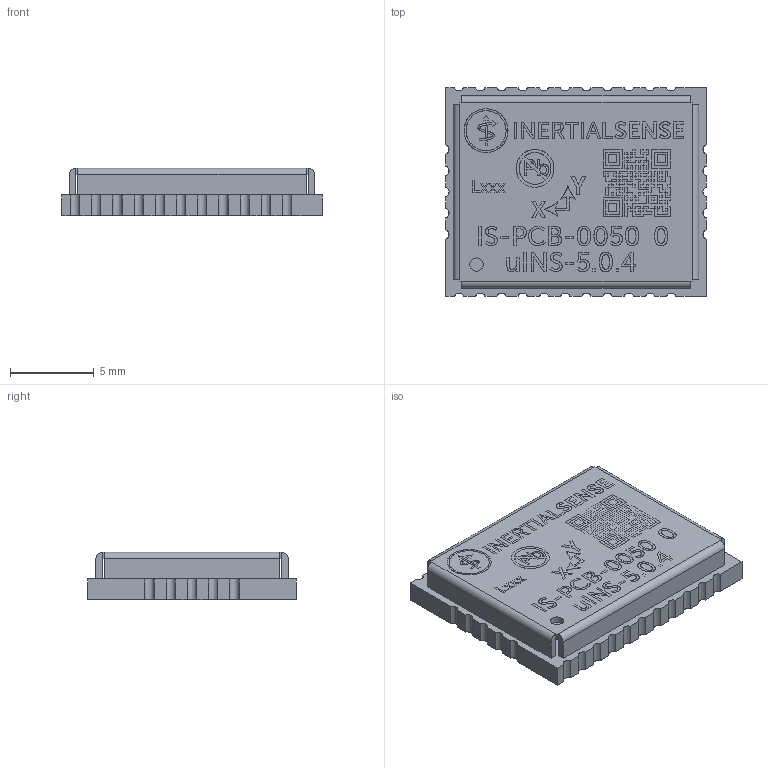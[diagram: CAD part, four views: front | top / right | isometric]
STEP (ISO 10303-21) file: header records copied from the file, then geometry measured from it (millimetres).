
FILE_DESCRIPTION(('Open CASCADE Model'),'2;1');
FILE_NAME('Open CASCADE Shape Model','2022-07-29T14:06:40',('Author'),( 'Open CASCADE'),'Open CASCADE STEP processor 6.8','Open CASCADE 6.8' ,'Unknown');
FILE_SCHEMA(('AUTOMOTIVE_DESIGN { 1 0 10303 214 1 1 1 1 }'));
Length unit declared in the file: millimetre
Products named in the file (37): PCB; Board; Open CASCADE STEP translator 6.8 14.1.1; H1; 7608360272; 7889814128; Extruded; 6836703904; 7889813808; 7608497152; 7608362192; 7890732112; 7392653888; 7392346688; 7392343648; 7392348208; 7392342448; 8695370208; 6994159344; 6994159424; SHLD1; Can_v4_with_label; Component1; Open CASCADE STEP translator 6.8 14.3.1.2
Assembly tree (67 placements, depth 4):
  PCB
    Board
      Open CASCADE STEP translator 6.8 14.1.1
    H1
      7608360272
      7889814128
        Extruded
      6836703904
        Extruded
      7889813808
        Extruded
      7608497152
        Extruded
      7608362192
        Extruded
      7890732112
        Extruded
      7392653888  x11
        Extruded
      7392346688  x5
        Extruded
      7392343648  x4
        Extruded
      7392348208  x11
        Extruded
      7392342448  x5
        Extruded
      8695370208
        Extruded
      6994159344
        Extruded
      6994159424
        Extruded
    SHLD1
      Can_v4_with_label
        Component1
        Open CASCADE STEP translator 6.8 14.3.1.2
Bounding box: 15.6 x 12.5 x 2.86 mm (x, y, z)
Volume: 330.2 mm3; surface area: 1095.8 mm2
Topology: 140 solids, 140 shells, 2770 faces, 7040 edges, 4570 vertices
Faces by surface type: plane 2531, bspline 202, cylinder 37
Full cylindrical faces by diameter (mm): 0.8 x1
Entity records: 75848 total; most frequent: CARTESIAN_POINT 17724, ORIENTED_EDGE 12184, DIRECTION 10294, EDGE_CURVE 6092, LINE 5614, VECTOR 5614, VERTEX_POINT 3938, FACE_BOUND 2558
